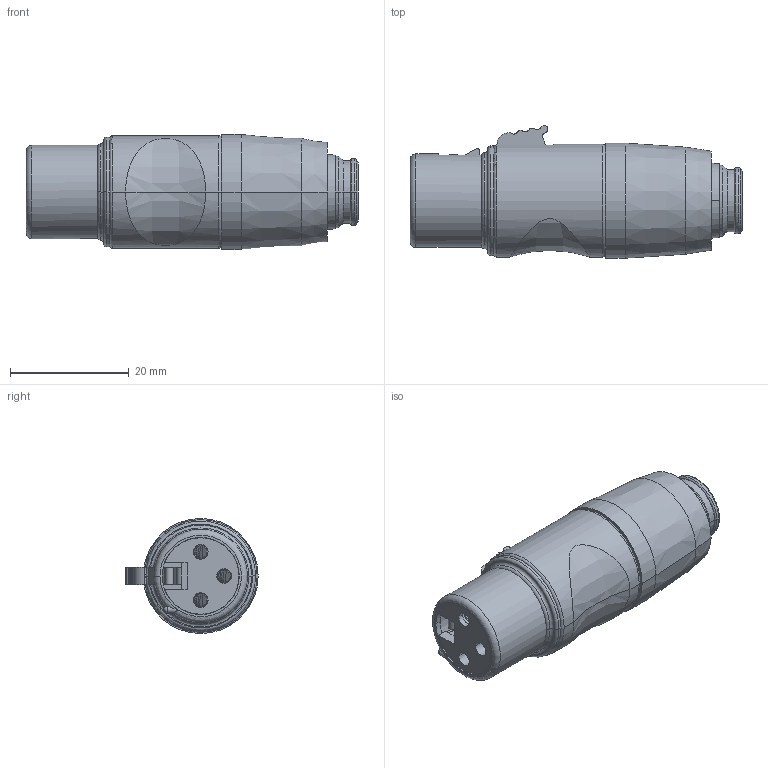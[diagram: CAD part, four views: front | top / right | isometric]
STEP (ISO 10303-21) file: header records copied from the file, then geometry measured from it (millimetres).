
FILE_DESCRIPTION((''),'2;1');
FILE_NAME('RA3FT-B','2021-04-30T',('xhp'),(''),'PRO/ENGINEER BY PARAMETRIC TECHNOLOGY CORPORATION, 2013040','PRO/ENGINEER BY PARAMETRIC TECHNOLOGY CORPORATION, 2013040','');
FILE_SCHEMA(('CONFIG_CONTROL_DESIGN'));
Products named in the file (1): RA3FT-B
Bounding box: 56 x 22.33 x 19.4 mm (x, y, z)
Volume: 10179.9 mm3; surface area: 11918.2 mm2
Topology: 1 solids, 10 shells, 1344 faces, 3649 edges, 2282 vertices
Faces by surface type: plane 678, bspline 347, cylinder 163, cone 69, torus 67, extrusion 12, sphere 8
Entity records: 55206 total; most frequent: CARTESIAN_POINT 22750, ORIENTED_EDGE 7274, DIRECTION 6150, EDGE_CURVE 3637, VERTEX_POINT 2282, AXIS2_PLACEMENT_3D 2162, VECTOR 1826, LINE 1814
